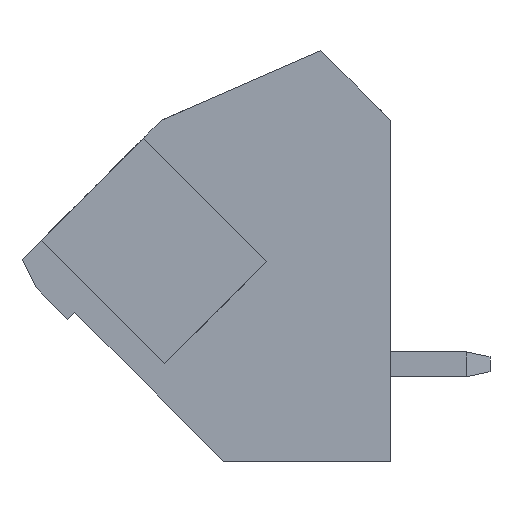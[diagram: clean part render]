
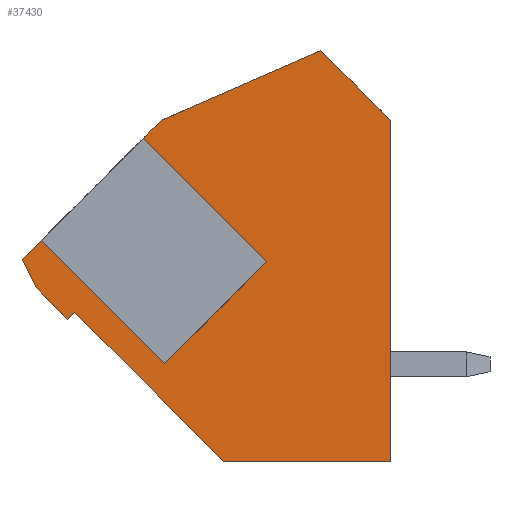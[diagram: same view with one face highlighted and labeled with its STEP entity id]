
A CAD part, left-side view. The second image highlights one B-rep face of the part: STEP entity #37430.
In plain terms, the highlighted planar face has unit normal (-1, 0, 0).
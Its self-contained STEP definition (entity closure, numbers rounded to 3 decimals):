
#1269 = ORIENTED_EDGE ( 'NONE', *, *, #31713, .T. ) ;
#1798 = CARTESIAN_POINT ( 'NONE',  ( 0., 9.2, 13.7 ) ) ;
#2029 = VECTOR ( 'NONE', #18960, 1000. ) ;
#2058 = EDGE_CURVE ( 'NONE', #34833, #38891, #7099, .T. ) ;
#3208 = DIRECTION ( 'NONE',  ( 0., -0.707, 0.707 ) ) ;
#3331 = VERTEX_POINT ( 'NONE', #26902 ) ;
#5298 = EDGE_CURVE ( 'NONE', #3331, #28443, #12847, .T. ) ;
#5637 = VECTOR ( 'NONE', #33549, 1000. ) ;
#5639 = VERTEX_POINT ( 'NONE', #6826 ) ;
#5668 = DIRECTION ( 'NONE',  ( 0., 0.707, 0.707 ) ) ;
#6026 = EDGE_CURVE ( 'NONE', #39999, #38891, #23167, .T. ) ;
#6331 = ORIENTED_EDGE ( 'NONE', *, *, #26212, .T. ) ;
#6341 = AXIS2_PLACEMENT_3D ( 'NONE', #39038, #22776, #36003 ) ;
#6607 = CARTESIAN_POINT ( 'NONE',  ( 0., 6.7, 0. ) ) ;
#6826 = CARTESIAN_POINT ( 'NONE',  ( 0., 0., 0. ) ) ;
#7099 = LINE ( 'NONE', #31573, #13888 ) ;
#8505 = ORIENTED_EDGE ( 'NONE', *, *, #13638, .T. ) ;
#8757 = LINE ( 'NONE', #14990, #25510 ) ;
#9420 = VECTOR ( 'NONE', #32919, 1000. ) ;
#10576 = DIRECTION ( 'NONE',  ( 0., 0.707, 0.707 ) ) ;
#10636 = LINE ( 'NONE', #20567, #9420 ) ;
#10727 = EDGE_CURVE ( 'NONE', #34615, #39999, #27117, .T. ) ;
#10797 = CARTESIAN_POINT ( 'NONE',  ( 0., 4.971, 8.029 ) ) ;
#11041 = ORIENTED_EDGE ( 'NONE', *, *, #17618, .T. ) ;
#12223 = CARTESIAN_POINT ( 'NONE',  ( 0., 0., 13.7 ) ) ;
#12847 = LINE ( 'NONE', #12223, #30948 ) ;
#13587 = VECTOR ( 'NONE', #5668, 1000. ) ;
#13616 = CARTESIAN_POINT ( 'NONE',  ( 0., 2.8, 16.5 ) ) ;
#13638 = EDGE_CURVE ( 'NONE', #34615, #28333, #35176, .T. ) ;
#13711 = ORIENTED_EDGE ( 'NONE', *, *, #32232, .T. ) ;
#13888 = VECTOR ( 'NONE', #28150, 1000. ) ;
#13991 = VECTOR ( 'NONE', #36641, 1000. ) ;
#14829 = VERTEX_POINT ( 'NONE', #27892 ) ;
#14943 = CARTESIAN_POINT ( 'NONE',  ( 0., 9.072, 3.928 ) ) ;
#14990 = CARTESIAN_POINT ( 'NONE',  ( 0., 12.962, 5.696 ) ) ;
#15138 = CARTESIAN_POINT ( 'NONE',  ( 0., 9.921, 12.979 ) ) ;
#15328 = CARTESIAN_POINT ( 'NONE',  ( 0., 9.072, 3.928 ) ) ;
#16871 = CARTESIAN_POINT ( 'NONE',  ( 0., 9.072, 3.928 ) ) ;
#16919 = LINE ( 'NONE', #23217, #36549 ) ;
#17126 = ORIENTED_EDGE ( 'NONE', *, *, #5298, .T. ) ;
#17407 = ORIENTED_EDGE ( 'NONE', *, *, #2058, .T. ) ;
#17460 = LINE ( 'NONE', #26777, #30084 ) ;
#17617 = LINE ( 'NONE', #1798, #33150 ) ;
#17618 = EDGE_CURVE ( 'NONE', #40158, #5639, #33747, .T. ) ;
#18128 = EDGE_CURVE ( 'NONE', #28333, #14829, #17617, .T. ) ;
#18901 = VERTEX_POINT ( 'NONE', #39519 ) ;
#18960 = DIRECTION ( 'NONE',  ( 0., -0.707, -0.707 ) ) ;
#19137 = VERTEX_POINT ( 'NONE', #19836 ) ;
#19836 = CARTESIAN_POINT ( 'NONE',  ( 0., 14.234, 6.969 ) ) ;
#20567 = CARTESIAN_POINT ( 'NONE',  ( 0., 14.8, 8.1 ) ) ;
#20677 = DIRECTION ( 'NONE',  ( 0., 0.707, -0.707 ) ) ;
#22776 = DIRECTION ( 'NONE',  ( 1., 0., 0. ) ) ;
#22988 = PLANE ( 'NONE',  #6341 ) ;
#23167 = LINE ( 'NONE', #10797, #13587 ) ;
#23217 = CARTESIAN_POINT ( 'NONE',  ( 0., 0., 16.5 ) ) ;
#23799 = ORIENTED_EDGE ( 'NONE', *, *, #10727, .F. ) ;
#24407 = VERTEX_POINT ( 'NONE', #38413 ) ;
#24778 = ORIENTED_EDGE ( 'NONE', *, *, #6026, .F. ) ;
#25510 = VECTOR ( 'NONE', #27355, 1000. ) ;
#25992 = DIRECTION ( 'NONE',  ( 0., 0.916, -0.401 ) ) ;
#26188 = FACE_OUTER_BOUND ( 'NONE', #34126, .T. ) ;
#26212 = EDGE_CURVE ( 'NONE', #24407, #40158, #34399, .T. ) ;
#26777 = CARTESIAN_POINT ( 'NONE',  ( 0., 2.8, 16.5 ) ) ;
#26902 = CARTESIAN_POINT ( 'NONE',  ( 0., 0., 13.7 ) ) ;
#27117 = LINE ( 'NONE', #14943, #29540 ) ;
#27355 = DIRECTION ( 'NONE',  ( 0., -0.707, 0.707 ) ) ;
#27449 = EDGE_CURVE ( 'NONE', #5639, #3331, #16919, .T. ) ;
#27660 = ORIENTED_EDGE ( 'NONE', *, *, #30421, .T. ) ;
#27892 = CARTESIAN_POINT ( 'NONE',  ( 0., 14.8, 8.1 ) ) ;
#28150 = DIRECTION ( 'NONE',  ( 0., 0.707, -0.707 ) ) ;
#28333 = VERTEX_POINT ( 'NONE', #33484 ) ;
#28443 = VERTEX_POINT ( 'NONE', #13616 ) ;
#29540 = VECTOR ( 'NONE', #3208, 1000. ) ;
#29891 = CARTESIAN_POINT ( 'NONE',  ( 0., 4.971, 8.029 ) ) ;
#30084 = VECTOR ( 'NONE', #25992, 1000. ) ;
#30292 = ORIENTED_EDGE ( 'NONE', *, *, #18128, .T. ) ;
#30421 = EDGE_CURVE ( 'NONE', #18901, #24407, #8757, .T. ) ;
#30948 = VECTOR ( 'NONE', #37234, 1000. ) ;
#31232 = CARTESIAN_POINT ( 'NONE',  ( 0., 6.7, 0. ) ) ;
#31573 = CARTESIAN_POINT ( 'NONE',  ( 0., 9.2, 13.7 ) ) ;
#31689 = EDGE_CURVE ( 'NONE', #14829, #19137, #10636, .T. ) ;
#31713 = EDGE_CURVE ( 'NONE', #28443, #34833, #17460, .T. ) ;
#32232 = EDGE_CURVE ( 'NONE', #19137, #18901, #39867, .T. ) ;
#32919 = DIRECTION ( 'NONE',  ( 0., -0.447, -0.894 ) ) ;
#33150 = VECTOR ( 'NONE', #20677, 1000. ) ;
#33484 = CARTESIAN_POINT ( 'NONE',  ( 0., 14.022, 8.878 ) ) ;
#33529 = CARTESIAN_POINT ( 'NONE',  ( 0., 14.234, 6.969 ) ) ;
#33549 = DIRECTION ( 'NONE',  ( 0., -1., 0. ) ) ;
#33573 = ORIENTED_EDGE ( 'NONE', *, *, #31689, .T. ) ;
#33747 = LINE ( 'NONE', #39690, #5637 ) ;
#34126 = EDGE_LOOP ( 'NONE', ( #24778, #23799, #8505, #30292, #33573, #13711, #27660, #6331, #11041, #34510, #17126, #1269, #17407 ) ) ;
#34399 = LINE ( 'NONE', #6607, #2029 ) ;
#34510 = ORIENTED_EDGE ( 'NONE', *, *, #27449, .T. ) ;
#34615 = VERTEX_POINT ( 'NONE', #15328 ) ;
#34833 = VERTEX_POINT ( 'NONE', #36864 ) ;
#35176 = LINE ( 'NONE', #16871, #36120 ) ;
#36003 = DIRECTION ( 'NONE',  ( 0., 0., -1. ) ) ;
#36120 = VECTOR ( 'NONE', #10576, 1000. ) ;
#36549 = VECTOR ( 'NONE', #38269, 1000. ) ;
#36641 = DIRECTION ( 'NONE',  ( 0., -0.707, -0.707 ) ) ;
#36864 = CARTESIAN_POINT ( 'NONE',  ( 0., 9.2, 13.7 ) ) ;
#37234 = DIRECTION ( 'NONE',  ( 0., 0.707, 0.707 ) ) ;
#37430 = ADVANCED_FACE ( 'NONE', ( #26188 ), #22988, .F. ) ;
#38269 = DIRECTION ( 'NONE',  ( 0., 0., 1. ) ) ;
#38413 = CARTESIAN_POINT ( 'NONE',  ( 0., 12.679, 5.979 ) ) ;
#38891 = VERTEX_POINT ( 'NONE', #15138 ) ;
#39038 = CARTESIAN_POINT ( 'NONE',  ( 0., 14.8, 16.5 ) ) ;
#39519 = CARTESIAN_POINT ( 'NONE',  ( 0., 12.962, 5.696 ) ) ;
#39690 = CARTESIAN_POINT ( 'NONE',  ( 0., 14.8, 0. ) ) ;
#39867 = LINE ( 'NONE', #33529, #13991 ) ;
#39999 = VERTEX_POINT ( 'NONE', #29891 ) ;
#40158 = VERTEX_POINT ( 'NONE', #31232 ) ;
